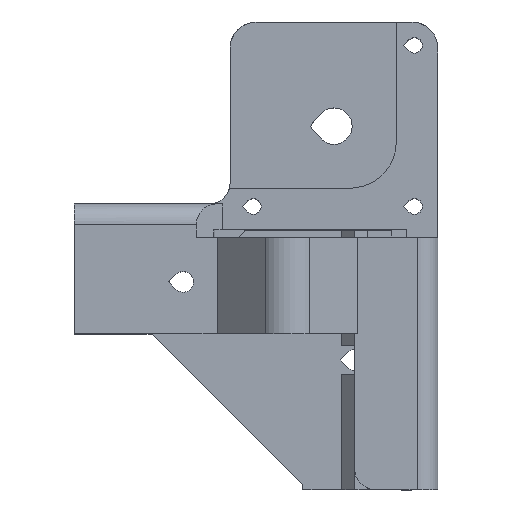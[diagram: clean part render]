
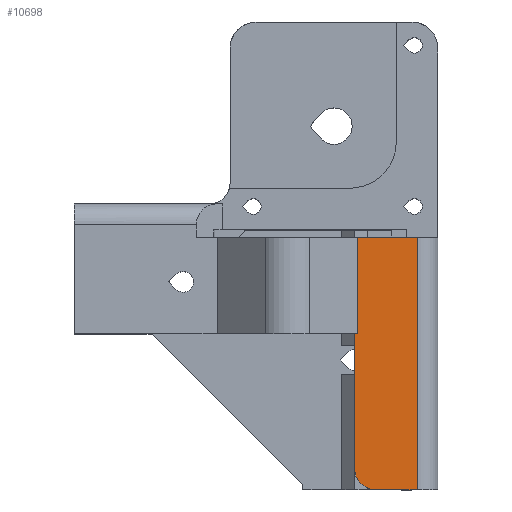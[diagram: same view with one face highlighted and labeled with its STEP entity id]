
A CAD part, top view. The second image highlights one B-rep face of the part: STEP entity #10698.
In plain terms, the highlighted planar face has unit normal (0, 0, 1).
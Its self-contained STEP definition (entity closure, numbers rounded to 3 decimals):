
#1229 = PLANE('',#1230);
#1230 = AXIS2_PLACEMENT_3D('',#1231,#1232,#1233);
#1231 = CARTESIAN_POINT('',(-22.745,-40.,-7.416));
#1232 = DIRECTION('',(0.,-1.,0.));
#1233 = DIRECTION('',(-1.,0.,0.));
#1277 = PLANE('',#1278);
#1278 = AXIS2_PLACEMENT_3D('',#1279,#1280,#1281);
#1279 = CARTESIAN_POINT('',(4.,-82.086,5.));
#1280 = DIRECTION('',(1.,0.,0.));
#1281 = DIRECTION('',(0.,1.,0.));
#1305 = CYLINDRICAL_SURFACE('',#1306,4.);
#1306 = AXIS2_PLACEMENT_3D('',#1307,#1308,#1309);
#1307 = CARTESIAN_POINT('',(8.,-66.,-15.));
#1308 = DIRECTION('',(0.,0.,1.));
#1309 = DIRECTION('',(0.,-1.,0.));
#1332 = PLANE('',#1333);
#1333 = AXIS2_PLACEMENT_3D('',#1334,#1335,#1336);
#1334 = CARTESIAN_POINT('',(7.435,-70.,-11.228));
#1335 = DIRECTION('',(-0.,-1.,-0.));
#1336 = DIRECTION('',(0.,0.,-1.));
#1382 = PLANE('',#1383);
#1383 = AXIS2_PLACEMENT_3D('',#1384,#1385,#1386);
#1384 = CARTESIAN_POINT('',(-3.423,-21.5,4.789));
#1385 = DIRECTION('',(0.,1.,0.));
#1386 = DIRECTION('',(0.,0.,1.));
#5097 = VERTEX_POINT('',#5098);
#5098 = CARTESIAN_POINT('',(4.485,-21.5,5.));
#5112 = PLANE('',#5113);
#5113 = AXIS2_PLACEMENT_3D('',#5114,#5115,#5116);
#5114 = CARTESIAN_POINT('',(7.527,-40.,1.958));
#5115 = DIRECTION('',(0.707,0.,0.707)
  );
#5116 = DIRECTION('',(-0.707,0.,0.707)
  );
#5124 = EDGE_CURVE('',#5097,#5125,#5127,.T.);
#5125 = VERTEX_POINT('',#5126);
#5126 = CARTESIAN_POINT('',(16.,-21.5,5.));
#5127 = SURFACE_CURVE('',#5128,(#5132,#5139),.PCURVE_S1.);
#5128 = LINE('',#5129,#5130);
#5129 = CARTESIAN_POINT('',(-35.75,-21.5,5.));
#5130 = VECTOR('',#5131,1.);
#5131 = DIRECTION('',(1.,0.,0.));
#5132 = PCURVE('',#1382,#5133);
#5133 = DEFINITIONAL_REPRESENTATION('',(#5134),#5138);
#5134 = LINE('',#5135,#5136);
#5135 = CARTESIAN_POINT('',(0.211,-32.327));
#5136 = VECTOR('',#5137,1.);
#5137 = DIRECTION('',(0.,1.));
#5138 = ( GEOMETRIC_REPRESENTATION_CONTEXT(2) 
PARAMETRIC_REPRESENTATION_CONTEXT() REPRESENTATION_CONTEXT('2D SPACE',''
  ) );
#5139 = PCURVE('',#5140,#5145);
#5140 = PLANE('',#5141);
#5141 = AXIS2_PLACEMENT_3D('',#5142,#5143,#5144);
#5142 = CARTESIAN_POINT('',(-50.,-15.,5.));
#5143 = DIRECTION('',(0.,0.,-1.));
#5144 = DIRECTION('',(-1.,0.,0.));
#5145 = DEFINITIONAL_REPRESENTATION('',(#5146),#5149);
#5146 = B_SPLINE_CURVE_WITH_KNOTS('',1,(#5147,#5148),.UNSPECIFIED.,.F.,
  .F.,(2,2),(9.25,51.75),.PIECEWISE_BEZIER_KNOTS.);
#5147 = CARTESIAN_POINT('',(-23.5,-6.5));
#5148 = CARTESIAN_POINT('',(-66.,-6.5));
#5149 = ( GEOMETRIC_REPRESENTATION_CONTEXT(2) 
PARAMETRIC_REPRESENTATION_CONTEXT() REPRESENTATION_CONTEXT('2D SPACE',''
  ) );
#5168 = CYLINDRICAL_SURFACE('',#5169,4.);
#5169 = AXIS2_PLACEMENT_3D('',#5170,#5171,#5172);
#5170 = CARTESIAN_POINT('',(16.,-70.,1.));
#5171 = DIRECTION('',(0.,1.,0.));
#5172 = DIRECTION('',(0.,0.,1.));
#5242 = EDGE_CURVE('',#5243,#5245,#5247,.T.);
#5243 = VERTEX_POINT('',#5244);
#5244 = CARTESIAN_POINT('',(8.,-70.,5.));
#5245 = VERTEX_POINT('',#5246);
#5246 = CARTESIAN_POINT('',(16.,-70.,5.));
#5247 = SURFACE_CURVE('',#5248,(#5252,#5259),.PCURVE_S1.);
#5248 = LINE('',#5249,#5250);
#5249 = CARTESIAN_POINT('',(-6.,-70.,5.));
#5250 = VECTOR('',#5251,1.);
#5251 = DIRECTION('',(1.,0.,0.));
#5252 = PCURVE('',#1332,#5253);
#5253 = DEFINITIONAL_REPRESENTATION('',(#5254),#5258);
#5254 = LINE('',#5255,#5256);
#5255 = CARTESIAN_POINT('',(-16.228,-13.435));
#5256 = VECTOR('',#5257,1.);
#5257 = DIRECTION('',(0.,1.));
#5258 = ( GEOMETRIC_REPRESENTATION_CONTEXT(2) 
PARAMETRIC_REPRESENTATION_CONTEXT() REPRESENTATION_CONTEXT('2D SPACE',''
  ) );
#5259 = PCURVE('',#5140,#5260);
#5260 = DEFINITIONAL_REPRESENTATION('',(#5261),#5265);
#5261 = LINE('',#5262,#5263);
#5262 = CARTESIAN_POINT('',(-44.,-55.));
#5263 = VECTOR('',#5264,1.);
#5264 = DIRECTION('',(-1.,0.));
#5265 = ( GEOMETRIC_REPRESENTATION_CONTEXT(2) 
PARAMETRIC_REPRESENTATION_CONTEXT() REPRESENTATION_CONTEXT('2D SPACE',''
  ) );
#5612 = VERTEX_POINT('',#5613);
#5613 = CARTESIAN_POINT('',(4.,-66.,5.));
#5634 = EDGE_CURVE('',#5243,#5612,#5635,.T.);
#5635 = SURFACE_CURVE('',#5636,(#5641,#5648),.PCURVE_S1.);
#5636 = CIRCLE('',#5637,4.);
#5637 = AXIS2_PLACEMENT_3D('',#5638,#5639,#5640);
#5638 = CARTESIAN_POINT('',(8.,-66.,5.));
#5639 = DIRECTION('',(-0.,-0.,-1.));
#5640 = DIRECTION('',(0.,-1.,0.));
#5641 = PCURVE('',#1305,#5642);
#5642 = DEFINITIONAL_REPRESENTATION('',(#5643),#5647);
#5643 = LINE('',#5644,#5645);
#5644 = CARTESIAN_POINT('',(-0.,20.));
#5645 = VECTOR('',#5646,1.);
#5646 = DIRECTION('',(-1.,0.));
#5647 = ( GEOMETRIC_REPRESENTATION_CONTEXT(2) 
PARAMETRIC_REPRESENTATION_CONTEXT() REPRESENTATION_CONTEXT('2D SPACE',''
  ) );
#5648 = PCURVE('',#5140,#5649);
#5649 = DEFINITIONAL_REPRESENTATION('',(#5650),#5654);
#5650 = CIRCLE('',#5651,4.);
#5651 = AXIS2_PLACEMENT_2D('',#5652,#5653);
#5652 = CARTESIAN_POINT('',(-58.,-51.));
#5653 = DIRECTION('',(0.,-1.));
#5654 = ( GEOMETRIC_REPRESENTATION_CONTEXT(2) 
PARAMETRIC_REPRESENTATION_CONTEXT() REPRESENTATION_CONTEXT('2D SPACE',''
  ) );
#5659 = EDGE_CURVE('',#5612,#5660,#5662,.T.);
#5660 = VERTEX_POINT('',#5661);
#5661 = CARTESIAN_POINT('',(4.,-40.,5.));
#5662 = SURFACE_CURVE('',#5663,(#5667,#5674),.PCURVE_S1.);
#5663 = LINE('',#5664,#5665);
#5664 = CARTESIAN_POINT('',(4.,-82.086,5.));
#5665 = VECTOR('',#5666,1.);
#5666 = DIRECTION('',(0.,1.,0.));
#5667 = PCURVE('',#1277,#5668);
#5668 = DEFINITIONAL_REPRESENTATION('',(#5669),#5673);
#5669 = LINE('',#5670,#5671);
#5670 = CARTESIAN_POINT('',(0.,0.));
#5671 = VECTOR('',#5672,1.);
#5672 = DIRECTION('',(1.,0.));
#5673 = ( GEOMETRIC_REPRESENTATION_CONTEXT(2) 
PARAMETRIC_REPRESENTATION_CONTEXT() REPRESENTATION_CONTEXT('2D SPACE',''
  ) );
#5674 = PCURVE('',#5140,#5675);
#5675 = DEFINITIONAL_REPRESENTATION('',(#5676),#5680);
#5676 = LINE('',#5677,#5678);
#5677 = CARTESIAN_POINT('',(-54.,-67.086));
#5678 = VECTOR('',#5679,1.);
#5679 = DIRECTION('',(0.,1.));
#5680 = ( GEOMETRIC_REPRESENTATION_CONTEXT(2) 
PARAMETRIC_REPRESENTATION_CONTEXT() REPRESENTATION_CONTEXT('2D SPACE',''
  ) );
#5708 = EDGE_CURVE('',#5709,#5660,#5711,.T.);
#5709 = VERTEX_POINT('',#5710);
#5710 = CARTESIAN_POINT('',(4.485,-40.,5.));
#5711 = SURFACE_CURVE('',#5712,(#5716,#5723),.PCURVE_S1.);
#5712 = LINE('',#5713,#5714);
#5713 = CARTESIAN_POINT('',(-29.5,-40.,5.));
#5714 = VECTOR('',#5715,1.);
#5715 = DIRECTION('',(-1.,0.,-0.));
#5716 = PCURVE('',#1229,#5717);
#5717 = DEFINITIONAL_REPRESENTATION('',(#5718),#5722);
#5718 = LINE('',#5719,#5720);
#5719 = CARTESIAN_POINT('',(6.755,-12.416));
#5720 = VECTOR('',#5721,1.);
#5721 = DIRECTION('',(1.,0.));
#5722 = ( GEOMETRIC_REPRESENTATION_CONTEXT(2) 
PARAMETRIC_REPRESENTATION_CONTEXT() REPRESENTATION_CONTEXT('2D SPACE',''
  ) );
#5723 = PCURVE('',#5140,#5724);
#5724 = DEFINITIONAL_REPRESENTATION('',(#5725),#5728);
#5725 = B_SPLINE_CURVE_WITH_KNOTS('',1,(#5726,#5727),.UNSPECIFIED.,.F.,
  .F.,(2,2),(-40.333,-0.667),.PIECEWISE_BEZIER_KNOTS.);
#5726 = CARTESIAN_POINT('',(-60.833,-25.));
#5727 = CARTESIAN_POINT('',(-21.167,-25.));
#5728 = ( GEOMETRIC_REPRESENTATION_CONTEXT(2) 
PARAMETRIC_REPRESENTATION_CONTEXT() REPRESENTATION_CONTEXT('2D SPACE',''
  ) );
#10678 = EDGE_CURVE('',#5097,#5709,#10679,.T.);
#10679 = SURFACE_CURVE('',#10680,(#10684,#10690),.PCURVE_S1.);
#10680 = LINE('',#10681,#10682);
#10681 = CARTESIAN_POINT('',(4.485,-27.5,5.));
#10682 = VECTOR('',#10683,1.);
#10683 = DIRECTION('',(0.,-1.,0.));
#10684 = PCURVE('',#5112,#10685);
#10685 = DEFINITIONAL_REPRESENTATION('',(#10686),#10689);
#10686 = B_SPLINE_CURVE_WITH_KNOTS('',1,(#10687,#10688),.UNSPECIFIED.,
  .F.,.F.,(2,2),(-7.85,14.35),.PIECEWISE_BEZIER_KNOTS.);
#10687 = CARTESIAN_POINT('',(4.302,-20.35));
#10688 = CARTESIAN_POINT('',(4.302,1.85));
#10689 = ( GEOMETRIC_REPRESENTATION_CONTEXT(2) 
PARAMETRIC_REPRESENTATION_CONTEXT() REPRESENTATION_CONTEXT('2D SPACE',''
  ) );
#10690 = PCURVE('',#5140,#10691);
#10691 = DEFINITIONAL_REPRESENTATION('',(#10692),#10695);
#10692 = B_SPLINE_CURVE_WITH_KNOTS('',1,(#10693,#10694),.UNSPECIFIED.,
  .F.,.F.,(2,2),(-7.85,14.35),.PIECEWISE_BEZIER_KNOTS.);
#10693 = CARTESIAN_POINT('',(-54.485,-4.65));
#10694 = CARTESIAN_POINT('',(-54.485,-26.85));
#10695 = ( GEOMETRIC_REPRESENTATION_CONTEXT(2) 
PARAMETRIC_REPRESENTATION_CONTEXT() REPRESENTATION_CONTEXT('2D SPACE',''
  ) );
#10698 = ADVANCED_FACE('',(#10699),#5140,.F.);
#10699 = FACE_BOUND('',#10700,.F.);
#10700 = EDGE_LOOP('',(#10701,#10702,#10703,#10704,#10705,#10706,#10707)
  );
#10701 = ORIENTED_EDGE('',*,*,#5242,.F.);
#10702 = ORIENTED_EDGE('',*,*,#5634,.T.);
#10703 = ORIENTED_EDGE('',*,*,#5659,.T.);
#10704 = ORIENTED_EDGE('',*,*,#5708,.F.);
#10705 = ORIENTED_EDGE('',*,*,#10678,.F.);
#10706 = ORIENTED_EDGE('',*,*,#5124,.T.);
#10707 = ORIENTED_EDGE('',*,*,#10708,.F.);
#10708 = EDGE_CURVE('',#5245,#5125,#10709,.T.);
#10709 = SURFACE_CURVE('',#10710,(#10714,#10721),.PCURVE_S1.);
#10710 = LINE('',#10711,#10712);
#10711 = CARTESIAN_POINT('',(16.,-70.,5.));
#10712 = VECTOR('',#10713,1.);
#10713 = DIRECTION('',(0.,1.,0.));
#10714 = PCURVE('',#5140,#10715);
#10715 = DEFINITIONAL_REPRESENTATION('',(#10716),#10720);
#10716 = LINE('',#10717,#10718);
#10717 = CARTESIAN_POINT('',(-66.,-55.));
#10718 = VECTOR('',#10719,1.);
#10719 = DIRECTION('',(0.,1.));
#10720 = ( GEOMETRIC_REPRESENTATION_CONTEXT(2) 
PARAMETRIC_REPRESENTATION_CONTEXT() REPRESENTATION_CONTEXT('2D SPACE',''
  ) );
#10721 = PCURVE('',#5168,#10722);
#10722 = DEFINITIONAL_REPRESENTATION('',(#10723),#10727);
#10723 = LINE('',#10724,#10725);
#10724 = CARTESIAN_POINT('',(0.,0.));
#10725 = VECTOR('',#10726,1.);
#10726 = DIRECTION('',(0.,1.));
#10727 = ( GEOMETRIC_REPRESENTATION_CONTEXT(2) 
PARAMETRIC_REPRESENTATION_CONTEXT() REPRESENTATION_CONTEXT('2D SPACE',''
  ) );
